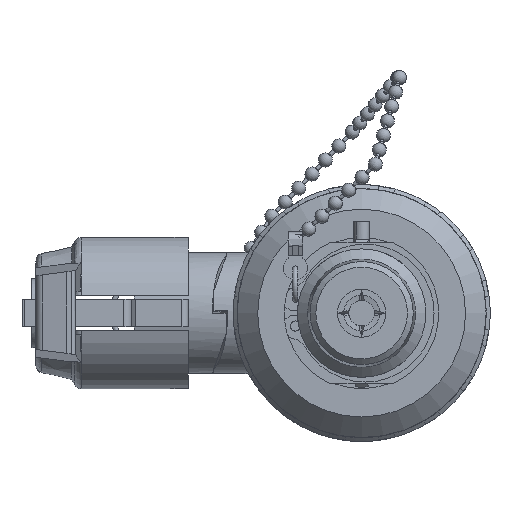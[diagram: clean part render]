
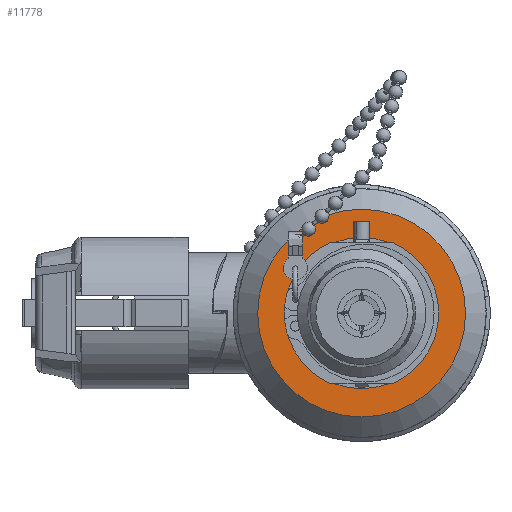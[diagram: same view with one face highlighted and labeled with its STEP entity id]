
A CAD part, left-side view. The second image highlights one B-rep face of the part: STEP entity #11778.
In plain terms, the highlighted planar face has unit normal (-1, 0, 0).
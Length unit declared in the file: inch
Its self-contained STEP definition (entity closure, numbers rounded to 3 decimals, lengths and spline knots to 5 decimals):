
#11747=CARTESIAN_POINT('',(-1.85231,0.,-0.735));
#11748=VERTEX_POINT('',#11747);
#11749=CARTESIAN_POINT('',(-1.85231,0.,0.));
#11750=DIRECTION('',(-1.0,0.0,0.0));
#11751=DIRECTION('',(0.0,0.0,-1.0));
#11752=AXIS2_PLACEMENT_3D('',#11749,#11750,#11751);
#11753=CIRCLE('',#11752,0.735);
#11754=EDGE_CURVE('',#11748,#11748,#11753,.T.);
#11759=CARTESIAN_POINT('',(-1.85231,0.,-0.973));
#11760=DIRECTION('',(-1.0,0.0,0.0));
#11761=DIRECTION('',(0.0,-1.0,0.0));
#11762=AXIS2_PLACEMENT_3D('',#11759,#11760,#11761);
#11763=PLANE('',#11762);
#11764=CARTESIAN_POINT('',(-1.85231,0.,-1.011));
#11765=VERTEX_POINT('',#11764);
#11766=CARTESIAN_POINT('',(-1.85231,0.,0.));
#11767=DIRECTION('',(1.0,0.0,0.0));
#11768=DIRECTION('',(0.0,0.0,1.0));
#11769=AXIS2_PLACEMENT_3D('',#11766,#11767,#11768);
#11770=CIRCLE('',#11769,1.011);
#11771=EDGE_CURVE('',#11765,#11765,#11770,.T.);
#11772=ORIENTED_EDGE('',*,*,#11771,.F.);
#11773=EDGE_LOOP('',(#11772));
#11774=FACE_OUTER_BOUND('',#11773,.T.);
#11775=ORIENTED_EDGE('',*,*,#11754,.F.);
#11776=EDGE_LOOP('',(#11775));
#11777=FACE_BOUND('',#11776,.T.);
#11778=ADVANCED_FACE('',(#11774,#11777),#11763,.T.);
